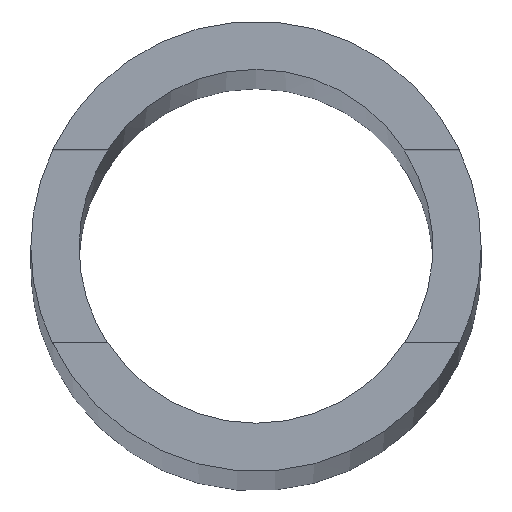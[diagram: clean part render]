
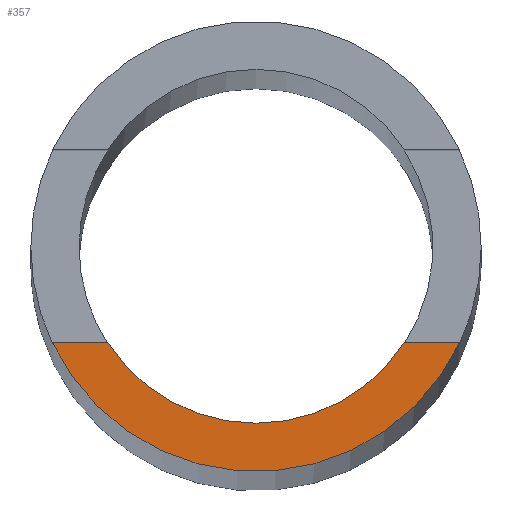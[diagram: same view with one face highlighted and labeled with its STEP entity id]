
A CAD part, top view. The second image highlights one B-rep face of the part: STEP entity #357.
In plain terms, the highlighted planar face has unit normal (0, 0, 1).
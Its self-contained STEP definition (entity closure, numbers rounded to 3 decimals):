
#21=CIRCLE('',#401,7.);
#25=CIRCLE('',#406,5.5);
#39=FACE_OUTER_BOUND('',#57,.T.);
#57=EDGE_LOOP('',(#255,#256,#257,#258));
#74=LINE('',#549,#108);
#85=LINE('',#591,#119);
#108=VECTOR('',#436,1.715);
#119=VECTOR('',#473,1.715);
#142=VERTEX_POINT('',#546);
#143=VERTEX_POINT('',#548);
#156=VERTEX_POINT('',#576);
#161=VERTEX_POINT('',#589);
#178=EDGE_CURVE('',#143,#142,#74,.T.);
#192=EDGE_CURVE('',#143,#156,#21,.T.);
#199=EDGE_CURVE('',#142,#161,#25,.T.);
#200=EDGE_CURVE('',#161,#156,#85,.T.);
#255=ORIENTED_EDGE('',*,*,#192,.F.);
#256=ORIENTED_EDGE('',*,*,#178,.T.);
#257=ORIENTED_EDGE('',*,*,#199,.T.);
#258=ORIENTED_EDGE('',*,*,#200,.T.);
#340=PLANE('',#405);
#357=ADVANCED_FACE('',(#39),#340,.F.);
#401=AXIS2_PLACEMENT_3D('',#577,#458,#459);
#405=AXIS2_PLACEMENT_3D('',#588,#469,#470);
#406=AXIS2_PLACEMENT_3D('',#590,#471,#472);
#436=DIRECTION('',(-1.,0.,0.));
#458=DIRECTION('center_axis',(0.,0.,-1.));
#459=DIRECTION('ref_axis',(0.904,-0.429,0.));
#469=DIRECTION('center_axis',(0.,0.,-1.));
#470=DIRECTION('ref_axis',(-1.,0.,0.));
#471=DIRECTION('center_axis',(0.,0.,-1.));
#472=DIRECTION('ref_axis',(0.838,-0.545,0.));
#473=DIRECTION('',(-1.,0.,0.));
#546=CARTESIAN_POINT('',(4.61,-3.,344.661));
#548=CARTESIAN_POINT('',(6.325,-3.,344.661));
#549=CARTESIAN_POINT('',(6.325,-3.,344.661));
#576=CARTESIAN_POINT('',(-6.325,-3.,344.661));
#577=CARTESIAN_POINT('Origin',(0.,0.,
344.661));
#588=CARTESIAN_POINT('Origin',(0.,0.,344.661));
#589=CARTESIAN_POINT('',(-4.61,-3.,344.661));
#590=CARTESIAN_POINT('Origin',(0.,0.,
344.661));
#591=CARTESIAN_POINT('',(-4.61,-3.,344.661));
